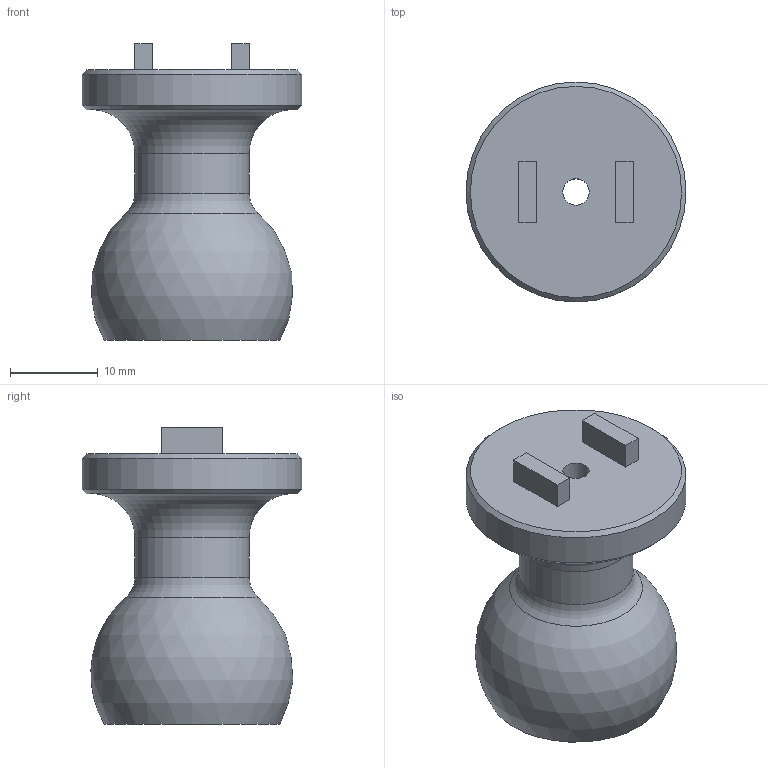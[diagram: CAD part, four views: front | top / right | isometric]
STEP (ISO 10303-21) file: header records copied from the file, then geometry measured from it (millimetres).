
FILE_DESCRIPTION(/* description */ (''),/* implementation_level */ '2;1');
FILE_NAME(/* name */ 'vertebro_back.stp',/* time_stamp */ '2014-11-09T12:33:53-08:00',/* author */ ('Ryan'),/* organization */ (''),/* preprocessor_version */ 'ST-DEVELOPER v15.6',/* originating_system */ 'Autodesk Inventor 2015',/* authorisation */ '');
FILE_SCHEMA (('AUTOMOTIVE_DESIGN { 1 0 10303 214 3 1 1 }'));
Length unit declared in the file: millimetre
Products named in the file (1): vertebro_back
Bounding box: 25 x 25 x 33.75 mm (x, y, z)
Volume: 6149.2 mm3; surface area: 3793.8 mm2
Topology: 1 solids, 1 shells, 25 faces, 51 edges, 32 vertices
Faces by surface type: plane 14, cylinder 4, cone 3, torus 2, sphere 2
Full cylindrical faces by diameter (mm): 3 x1, 4.734 x1, 13 x1, 25 x1
Entity records: 616 total; most frequent: DIRECTION 106, CARTESIAN_POINT 96, ORIENTED_EDGE 78, EDGE_LOOP 42, AXIS2_PLACEMENT_3D 41, EDGE_CURVE 39, VERTEX_POINT 31, FACE_OUTER_BOUND 25
